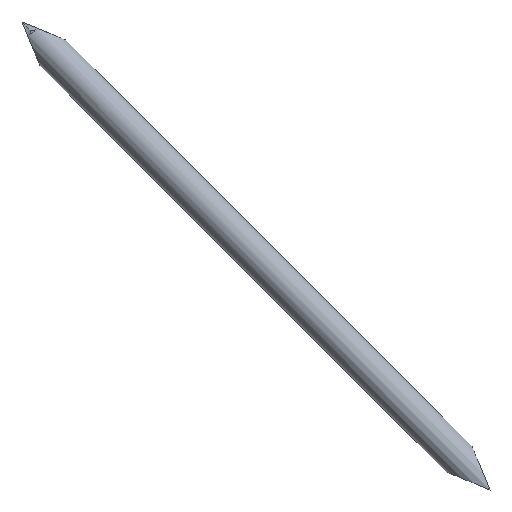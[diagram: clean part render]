
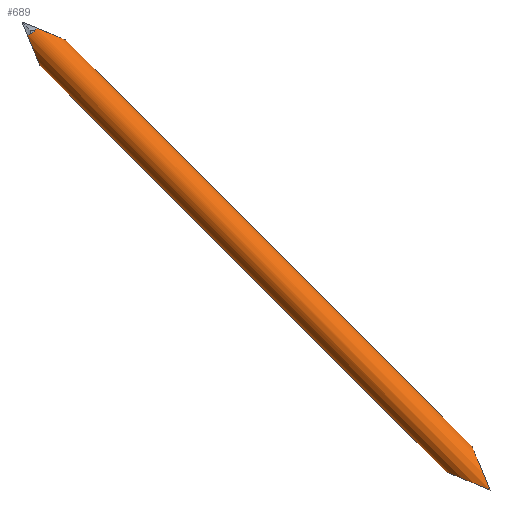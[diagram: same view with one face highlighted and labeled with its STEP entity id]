
A CAD part, left-side view. The second image highlights one B-rep face of the part: STEP entity #689.
In plain terms, the highlighted cylindrical face has radius 14 mm (diameter 28 mm), a partial arc.
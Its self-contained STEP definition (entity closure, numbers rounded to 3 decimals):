
#61=CARTESIAN_POINT('Vertex',(50.,146.201,289.)) ;
#163=CARTESIAN_POINT('Vertex',(50.,166.,269.201)) ;
#215=CARTESIAN_POINT('Vertex',(36.651,175.782,292.816)) ;
#242=CARTESIAN_POINT('Control Point',(36.651,175.782,292.816)) ;
#243=CARTESIAN_POINT('Control Point',(36.773,175.395,291.883)) ;
#244=CARTESIAN_POINT('Control Point',(36.91,175.01,290.952)) ;
#245=CARTESIAN_POINT('Control Point',(37.063,174.625,290.023)) ;
#246=CARTESIAN_POINT('Control Point',(37.577,173.461,287.213)) ;
#247=CARTESIAN_POINT('Control Point',(38.25,172.308,284.43)) ;
#248=CARTESIAN_POINT('Control Point',(38.779,171.548,282.595)) ;
#249=CARTESIAN_POINT('Control Point',(39.864,170.232,279.419)) ;
#250=CARTESIAN_POINT('Control Point',(41.317,168.971,276.374)) ;
#251=CARTESIAN_POINT('Control Point',(42.009,168.452,275.121)) ;
#252=CARTESIAN_POINT('Control Point',(43.267,167.651,273.187)) ;
#253=CARTESIAN_POINT('Control Point',(44.867,166.95,271.495)) ;
#254=CARTESIAN_POINT('Control Point',(45.515,166.708,270.911)) ;
#255=CARTESIAN_POINT('Control Point',(46.728,166.344,270.032)) ;
#256=CARTESIAN_POINT('Control Point',(48.13,166.106,269.458)) ;
#257=CARTESIAN_POINT('Control Point',(48.74,166.035,269.287)) ;
#258=CARTESIAN_POINT('Control Point',(49.37,166.,269.201)) ;
#259=CARTESIAN_POINT('Control Point',(50.,166.,269.201)) ;
#280=CARTESIAN_POINT('Vertex',(36.848,168.413,298.201)) ;
#284=CARTESIAN_POINT('Control Point',(36.848,168.413,298.201)) ;
#285=CARTESIAN_POINT('Control Point',(37.096,166.774,297.522)) ;
#286=CARTESIAN_POINT('Control Point',(37.392,165.143,296.846)) ;
#287=CARTESIAN_POINT('Control Point',(37.741,163.52,296.174)) ;
#288=CARTESIAN_POINT('Control Point',(38.597,160.119,294.765)) ;
#289=CARTESIAN_POINT('Control Point',(39.754,156.794,293.388)) ;
#290=CARTESIAN_POINT('Control Point',(40.449,155.104,292.688)) ;
#291=CARTESIAN_POINT('Control Point',(41.807,152.321,291.535)) ;
#292=CARTESIAN_POINT('Control Point',(43.636,149.789,290.486)) ;
#293=CARTESIAN_POINT('Control Point',(44.457,148.833,290.09)) ;
#294=CARTESIAN_POINT('Control Point',(45.942,147.464,289.523)) ;
#295=CARTESIAN_POINT('Control Point',(47.774,146.568,289.152)) ;
#296=CARTESIAN_POINT('Control Point',(48.494,146.323,289.051)) ;
#297=CARTESIAN_POINT('Control Point',(49.247,146.201,289.)) ;
#298=CARTESIAN_POINT('Control Point',(50.,146.201,289.)) ;
#340=CARTESIAN_POINT('Control Point',(36.848,168.413,298.201)) ;
#341=CARTESIAN_POINT('Control Point',(36.209,169.498,296.806)) ;
#342=CARTESIAN_POINT('Control Point',(35.849,170.857,295.495)) ;
#343=CARTESIAN_POINT('Control Point',(35.839,172.443,294.368)) ;
#344=CARTESIAN_POINT('Control Point',(36.127,174.104,293.482)) ;
#345=CARTESIAN_POINT('Control Point',(36.651,175.782,292.816)) ;
#363=CARTESIAN_POINT('Vertex',(50.,-166.,-23.201)) ;
#444=CARTESIAN_POINT('Control Point',(36.,-180.,-57.)) ;
#445=CARTESIAN_POINT('Control Point',(36.,-179.824,-56.574)) ;
#446=CARTESIAN_POINT('Control Point',(36.003,-179.647,-56.148)) ;
#447=CARTESIAN_POINT('Control Point',(36.008,-179.508,-55.812)) ;
#448=CARTESIAN_POINT('Control Point',(36.018,-179.267,-55.23)) ;
#449=CARTESIAN_POINT('Control Point',(36.033,-179.026,-54.649)) ;
#450=CARTESIAN_POINT('Control Point',(36.043,-178.887,-54.313)) ;
#451=CARTESIAN_POINT('Control Point',(36.085,-178.418,-53.18)) ;
#452=CARTESIAN_POINT('Control Point',(36.146,-177.948,-52.047)) ;
#453=CARTESIAN_POINT('Control Point',(36.193,-177.656,-51.34)) ;
#454=CARTESIAN_POINT('Control Point',(36.445,-176.301,-48.071)) ;
#455=CARTESIAN_POINT('Control Point',(36.871,-174.953,-44.815)) ;
#456=CARTESIAN_POINT('Control Point',(37.314,-173.91,-42.298)) ;
#457=CARTESIAN_POINT('Control Point',(38.295,-172.124,-37.986)) ;
#458=CARTESIAN_POINT('Control Point',(39.754,-170.388,-33.794)) ;
#459=CARTESIAN_POINT('Control Point',(40.449,-169.688,-32.104)) ;
#460=CARTESIAN_POINT('Control Point',(41.807,-168.535,-29.321)) ;
#461=CARTESIAN_POINT('Control Point',(43.636,-167.486,-26.789)) ;
#462=CARTESIAN_POINT('Control Point',(44.457,-167.09,-25.833)) ;
#463=CARTESIAN_POINT('Control Point',(45.942,-166.523,-24.464)) ;
#464=CARTESIAN_POINT('Control Point',(47.774,-166.152,-23.568)) ;
#465=CARTESIAN_POINT('Control Point',(48.494,-166.051,-23.323)) ;
#466=CARTESIAN_POINT('Control Point',(49.247,-166.,-23.201)) ;
#467=CARTESIAN_POINT('Control Point',(50.,-166.,-23.201)) ;
#468=CARTESIAN_POINT('Vertex',(36.,-180.,-57.)) ;
#515=CARTESIAN_POINT('Line Origine',(50.,9.899,113.101)) ;
#519=CARTESIAN_POINT('Vertex',(50.,-146.201,-43.)) ;
#522=CARTESIAN_POINT('Line Origine',(50.,-9.899,132.899)) ;
#649=CARTESIAN_POINT('Axis2P3D Location',(50.,0.,123.)) ;
#655=CARTESIAN_POINT('Control Point',(36.,-180.,-57.)) ;
#656=CARTESIAN_POINT('Control Point',(36.,-179.44,-56.768)) ;
#657=CARTESIAN_POINT('Control Point',(36.005,-178.88,-56.536)) ;
#658=CARTESIAN_POINT('Control Point',(36.014,-178.429,-56.35)) ;
#659=CARTESIAN_POINT('Control Point',(36.032,-177.639,-56.022)) ;
#660=CARTESIAN_POINT('Control Point',(36.06,-176.849,-55.695)) ;
#661=CARTESIAN_POINT('Control Point',(36.077,-176.399,-55.509)) ;
#662=CARTESIAN_POINT('Control Point',(36.205,-173.804,-54.433)) ;
#663=CARTESIAN_POINT('Control Point',(36.44,-171.213,-53.36)) ;
#664=CARTESIAN_POINT('Control Point',(36.691,-169.192,-52.523)) ;
#665=CARTESIAN_POINT('Control Point',(37.317,-165.284,-50.904)) ;
#666=CARTESIAN_POINT('Control Point',(38.25,-161.43,-49.308)) ;
#667=CARTESIAN_POINT('Control Point',(38.779,-159.595,-48.548)) ;
#668=CARTESIAN_POINT('Control Point',(39.864,-156.419,-47.232)) ;
#669=CARTESIAN_POINT('Control Point',(41.317,-153.374,-45.971)) ;
#670=CARTESIAN_POINT('Control Point',(42.009,-152.121,-45.452)) ;
#671=CARTESIAN_POINT('Control Point',(43.267,-150.187,-44.651)) ;
#672=CARTESIAN_POINT('Control Point',(44.867,-148.495,-43.95)) ;
#673=CARTESIAN_POINT('Control Point',(45.515,-147.911,-43.708)) ;
#674=CARTESIAN_POINT('Control Point',(46.728,-147.032,-43.344)) ;
#675=CARTESIAN_POINT('Control Point',(48.13,-146.458,-43.106)) ;
#676=CARTESIAN_POINT('Control Point',(48.74,-146.286,-43.035)) ;
#677=CARTESIAN_POINT('Control Point',(49.37,-146.201,-43.)) ;
#678=CARTESIAN_POINT('Control Point',(50.,-146.201,-43.)) ;
#516=DIRECTION('Vector Direction',(0.,0.707,0.707)) ;
#523=DIRECTION('Vector Direction',(0.,0.707,0.707)) ;
#650=DIRECTION('Axis2P3D Direction',(0.,0.707,0.707)) ;
#651=DIRECTION('Axis2P3D XDirection',(0.,0.707,-0.707)) ;
#652=AXIS2_PLACEMENT_3D('Cylinder Axis2P3D',#649,#650,#651) ;
#681=ORIENTED_EDGE('',*,*,#470,.T.) ;
#682=ORIENTED_EDGE('',*,*,#526,.T.) ;
#683=ORIENTED_EDGE('',*,*,#299,.F.) ;
#684=ORIENTED_EDGE('',*,*,#346,.T.) ;
#685=ORIENTED_EDGE('',*,*,#260,.T.) ;
#686=ORIENTED_EDGE('',*,*,#521,.F.) ;
#687=ORIENTED_EDGE('',*,*,#679,.F.) ;
#517=VECTOR('Line Direction',#516,1.) ;
#524=VECTOR('Line Direction',#523,1.) ;
#689=ADVANCED_FACE('PartBody',(#688),#653,.T.) ;
#241=B_SPLINE_CURVE_WITH_KNOTS('',5,(#242,#243,#244,#245,#246,#247,#248,#249,#250,#251,#252,#253,#254,#255,#256,#257,#258,#259),.UNSPECIFIED.,.F.,.U.,(6,3,3,3,3,6),(16.975,24.173,38.784,49.614,55.947,60.4),.UNSPECIFIED.) ;
#283=B_SPLINE_CURVE_WITH_KNOTS('',5,(#284,#285,#286,#287,#288,#289,#290,#291,#292,#293,#294,#295,#296,#297,#298),.UNSPECIFIED.,.F.,.U.,(6,3,3,3,6),(18.904,31.609,45.607,54.856,60.18),.UNSPECIFIED.) ;
#339=B_SPLINE_CURVE_WITH_KNOTS('',5,(#340,#341,#342,#343,#344,#345),.UNSPECIFIED.,.F.,.U.,(6,6),(27.786,41.073),.UNSPECIFIED.) ;
#443=B_SPLINE_CURVE_WITH_KNOTS('',5,(#444,#445,#446,#447,#448,#449,#450,#451,#452,#453,#454,#455,#456,#457,#458,#459,#460,#461,#462,#463,#464,#465,#466,#467),.UNSPECIFIED.,.F.,.U.,(6,3,3,3,3,3,3,6),(0.,3.261,6.522,11.94,31.608,45.607,54.855,60.18),.UNSPECIFIED.) ;
#654=B_SPLINE_CURVE_WITH_KNOTS('',5,(#655,#656,#657,#658,#659,#660,#661,#662,#663,#664,#665,#666,#667,#668,#669,#670,#671,#672,#673,#674,#675,#676,#677,#678),.UNSPECIFIED.,.F.,.U.,(6,3,3,3,3,3,3,6),(0.,4.287,8.574,24.174,38.785,49.615,55.947,60.4),.UNSPECIFIED.) ;
#653=CYLINDRICAL_SURFACE('generated cylinder',#652,14.) ;
#260=EDGE_CURVE('',#216,#164,#241,.T.) ;
#299=EDGE_CURVE('',#281,#62,#283,.T.) ;
#346=EDGE_CURVE('',#281,#216,#339,.T.) ;
#470=EDGE_CURVE('',#469,#364,#443,.T.) ;
#521=EDGE_CURVE('',#520,#164,#518,.T.) ;
#526=EDGE_CURVE('',#364,#62,#525,.T.) ;
#679=EDGE_CURVE('',#469,#520,#654,.T.) ;
#680=EDGE_LOOP('',(#681,#682,#683,#684,#685,#686,#687)) ;
#688=FACE_OUTER_BOUND('',#680,.T.) ;
#518=LINE('Line',#515,#517) ;
#525=LINE('Line',#522,#524) ;
#62=VERTEX_POINT('',#61) ;
#164=VERTEX_POINT('',#163) ;
#216=VERTEX_POINT('',#215) ;
#281=VERTEX_POINT('',#280) ;
#364=VERTEX_POINT('',#363) ;
#469=VERTEX_POINT('',#468) ;
#520=VERTEX_POINT('',#519) ;
